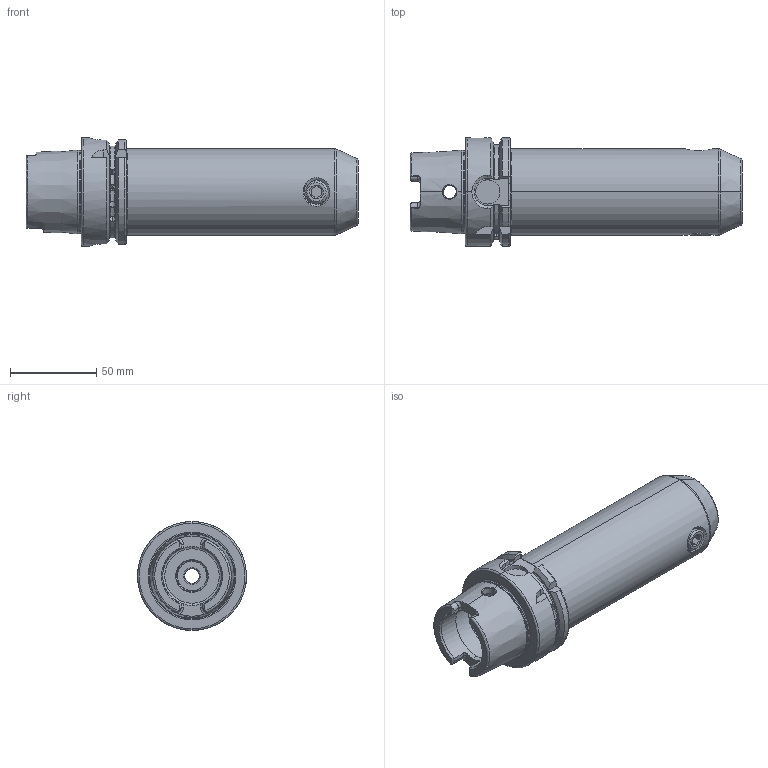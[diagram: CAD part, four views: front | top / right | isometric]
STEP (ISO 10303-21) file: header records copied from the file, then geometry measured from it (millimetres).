
FILE_DESCRIPTION (( 'STEP AP203' ), '1' );
FILE_NAME ('A63.04.18.2.STEP', '2016-09-05T03:42:02', ( '' ), ( '' ), 'SwSTEP 2.0', 'SolidWorks 2012', '' );
FILE_SCHEMA (( 'CONFIG_CONTROL_DESIGN' ));
Products named in the file (3): A63.04.18.2; 側固14_M14x2_16L
Assembly tree (2 placements, depth 2):
  A63.04.18.2
    A63.04.18.2
    側固14_M14x2_16L
Bounding box: 192 x 63 x 63 mm (x, y, z)
Volume: 318289.7 mm3; surface area: 51247.3 mm2
Topology: 2 solids, 2 shells, 293 faces, 785 edges, 493 vertices
Faces by surface type: cylinder 110, plane 72, cone 42, torus 35, bspline 32, sphere 2
Entity records: 28223 total; most frequent: CARTESIAN_POINT 21392, ORIENTED_EDGE 1546, DIRECTION 1157, EDGE_CURVE 773, VERTEX_POINT 493, AXIS2_PLACEMENT_3D 459, EDGE_LOOP 310, FACE_OUTER_BOUND 293
